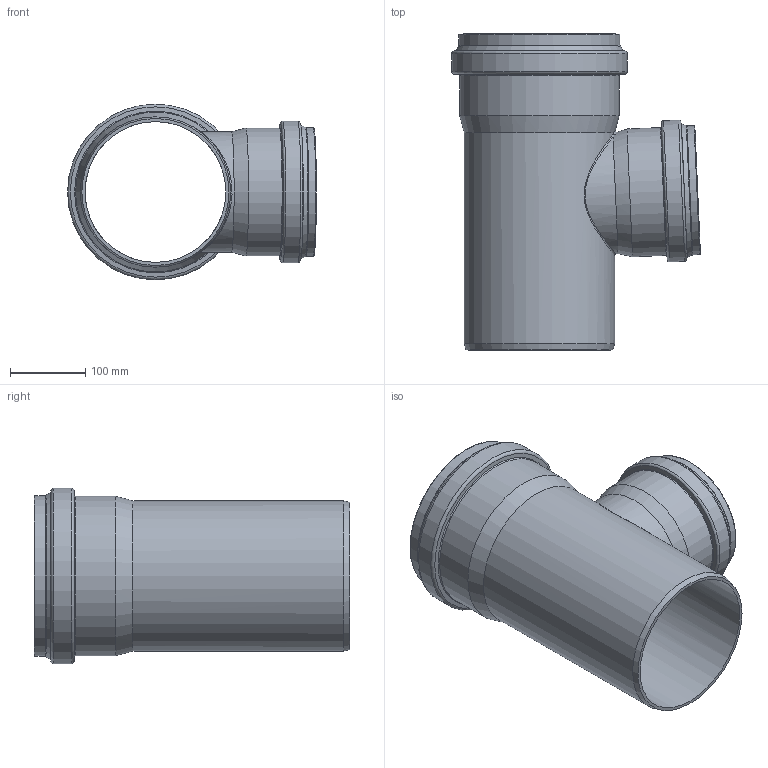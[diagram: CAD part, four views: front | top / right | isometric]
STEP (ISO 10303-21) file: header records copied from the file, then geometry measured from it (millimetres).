
FILE_DESCRIPTION(/* description */ (''),/* implementation_level */ '2;1');
FILE_NAME(/* name */ '338410 Abzweig Skolan Safe EA DN200x160x87,5°.stp',/* time_stamp */ '2020-06-07T12:15:51+02:00',/* author */ ('corinna'),/* organization */ (''),/* preprocessor_version */ 'ST-DEVELOPER v18',/* originating_system */ 'Autodesk Inventor 2020',/* authorisation */ '');
FILE_SCHEMA (('AUTOMOTIVE_DESIGN { 1 0 10303 214 3 1 1 }'));
Length unit declared in the file: millimetre
Products named in the file (1): 338410 Abzweig Skolan Safe EA DN200x160x87,5°
Bounding box: 331.6 x 421 x 234.2 mm (x, y, z)
Volume: 1877121.9 mm3; surface area: 664495 mm2
Topology: 1 solids, 1 shells, 74 faces, 271 edges, 199 vertices
Faces by surface type: torus 28, cone 20, cylinder 18, bspline 4, plane 4
Full cylindrical faces by diameter (mm): 150.5 x1, 161.5 x1, 162.9 x2, 170.5 x1, 171.9 x1, 179.4 x1, 187.7 x1, 188.4 x1, 200.3 x1, 201.5 x1, 201.8 x1, 202.7 x1, 212.7 x1, 214.5 x1, 223 x1, 234.2 x1
Entity records: 4079 total; most frequent: CARTESIAN_POINT 1522, DIRECTION 604, ORIENTED_EDGE 542, AXIS2_PLACEMENT_3D 283, EDGE_CURVE 271, CIRCLE 212, VERTEX_POINT 199, EDGE_LOOP 78
